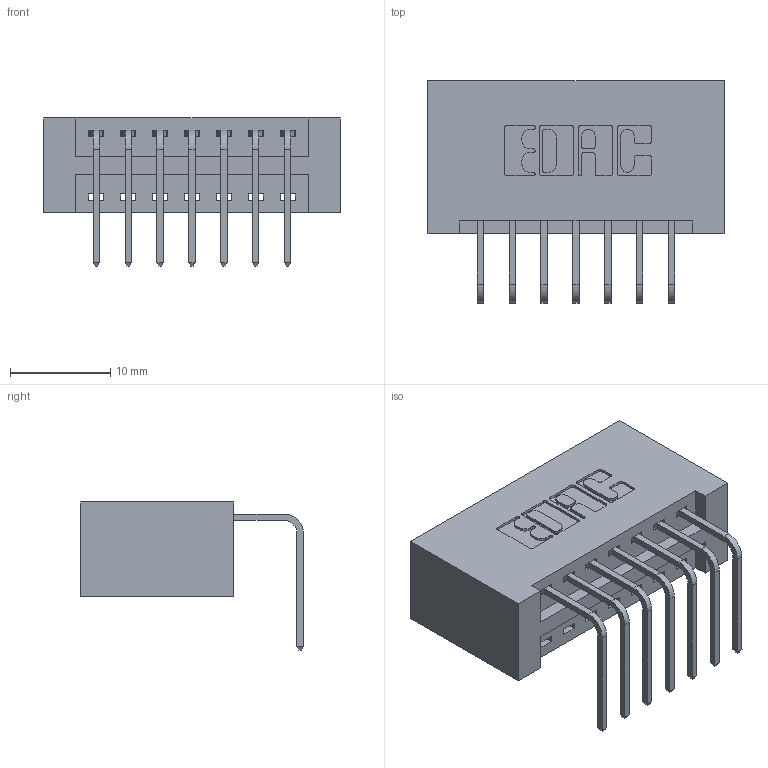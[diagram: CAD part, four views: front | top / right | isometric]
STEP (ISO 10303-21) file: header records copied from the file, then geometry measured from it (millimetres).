
FILE_DESCRIPTION (( 'STEP AP203' ), '1' );
FILE_NAME ('346-007-558-101.STEP', '2018-08-17T04:09:28', ( '' ), ( '' ), 'SwSTEP 2.0', 'SolidWorks 2016', '' );
FILE_SCHEMA (( 'CONFIG_CONTROL_DESIGN' ));
Length unit declared in the file: inch
Products named in the file (3): 346 Part_No Mounting Lugs; 345-292-001_558 Tail - 2; 346-007-558-101
Assembly tree (8 placements, depth 2):
  346-007-558-101
    346 Part_No Mounting Lugs
    345-292-001_558 Tail - 2  x7
Bounding box: 29.46 x 22.16 x 14.73 mm (x, y, z)
Volume: 3151.9 mm3; surface area: 3776.1 mm2
Topology: 8 solids, 8 shells, 534 faces, 1579 edges, 1042 vertices
Faces by surface type: plane 366, cylinder 168
Entity records: 8863 total; most frequent: CARTESIAN_POINT 1537, ORIENTED_EDGE 1478, DIRECTION 1393, EDGE_CURVE 739, VECTOR 587, LINE 587, VERTEX_POINT 490, AXIS2_PLACEMENT_3D 403
